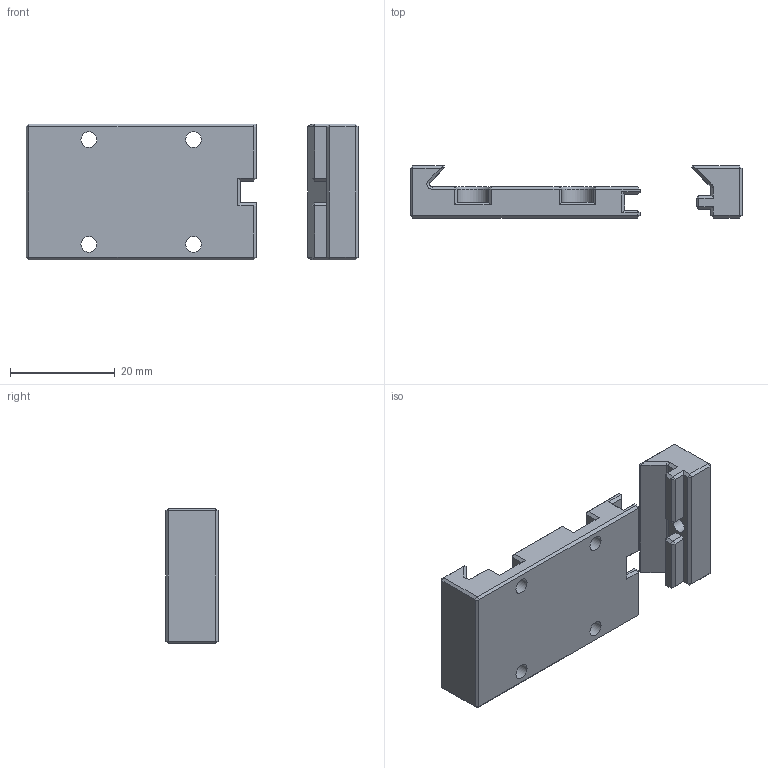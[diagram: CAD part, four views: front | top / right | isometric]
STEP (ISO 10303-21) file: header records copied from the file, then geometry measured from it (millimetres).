
FILE_DESCRIPTION(/* description */ (''),/* implementation_level */ '2;1');
FILE_NAME(/* name */ 'Quick Release Plate v9.step',/* time_stamp */ '2019-03-03T17:50:09+01:00',/* author */ ('emytass'),/* organization */ (''),/* preprocessor_version */ 'ST-DEVELOPER v17.2',/* originating_system */ 'Autodesk Translation Framework v7.6.0.251',/* authorisation */ '');
FILE_SCHEMA (('AUTOMOTIVE_DESIGN { 1 0 10303 214 3 1 1 }'));
Length unit declared in the file: millimetre
Products named in the file (1): Quick Release Plate
Bounding box: 63.5 x 10 x 26 mm (x, y, z)
Volume: 8373.2 mm3; surface area: 4897.5 mm2
Topology: 2 solids, 2 shells, 206 faces, 443 edges, 242 vertices
Faces by surface type: plane 186, cylinder 12, cone 8
Full cylindrical faces by diameter (mm): 3 x5, 4.2 x1
Entity records: 5339 total; most frequent: CARTESIAN_POINT 892, DIRECTION 891, ORIENTED_EDGE 886, EDGE_CURVE 443, LINE 409, VECTOR 409, VERTEX_POINT 242, AXIS2_PLACEMENT_3D 241
